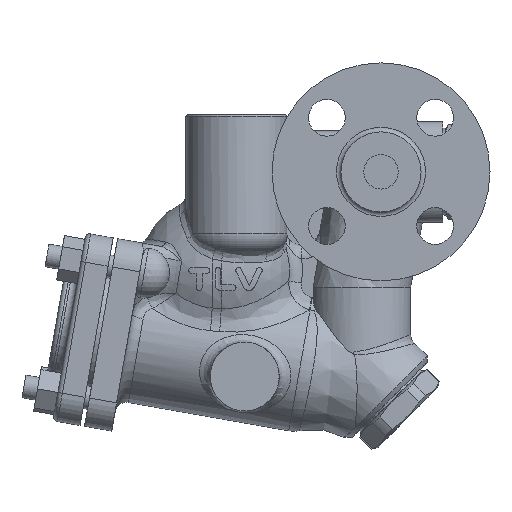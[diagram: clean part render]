
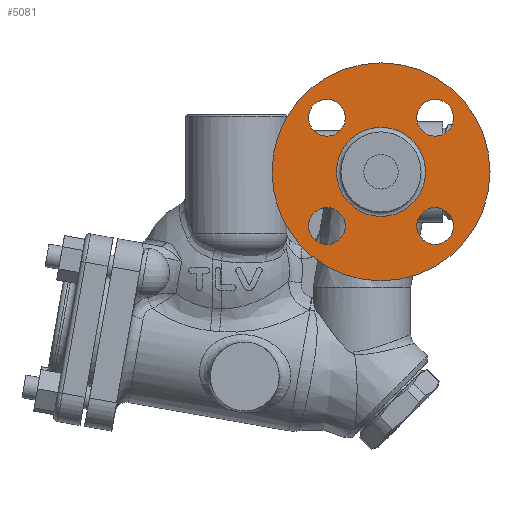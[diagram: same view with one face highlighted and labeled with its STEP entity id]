
A CAD part, front view. The second image highlights one B-rep face of the part: STEP entity #5081.
In plain terms, the highlighted planar face has unit normal (0, -1, 0).
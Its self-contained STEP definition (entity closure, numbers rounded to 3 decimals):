
#221=FACE_BOUND('',#1498,.T.);
#222=FACE_BOUND('',#1499,.T.);
#223=FACE_BOUND('',#1500,.T.);
#224=FACE_BOUND('',#1501,.T.);
#225=FACE_BOUND('',#1502,.T.);
#754=CIRCLE('',#5610,47.5);
#757=CIRCLE('',#5616,8.);
#758=CIRCLE('',#5618,8.);
#759=CIRCLE('',#5620,8.);
#760=CIRCLE('',#5622,8.);
#762=CIRCLE('',#5626,19.41);
#1087=FACE_OUTER_BOUND('',#1497,.T.);
#1497=EDGE_LOOP('',(#4628));
#1498=EDGE_LOOP('',(#4629));
#1499=EDGE_LOOP('',(#4630));
#1500=EDGE_LOOP('',(#4631));
#1501=EDGE_LOOP('',(#4632));
#1502=EDGE_LOOP('',(#4633));
#2483=VERTEX_POINT('',#11643);
#2486=VERTEX_POINT('',#11652);
#2487=VERTEX_POINT('',#11655);
#2488=VERTEX_POINT('',#11658);
#2489=VERTEX_POINT('',#11661);
#2491=VERTEX_POINT('',#11667);
#3200=EDGE_CURVE('',#2483,#2483,#754,.T.);
#3203=EDGE_CURVE('',#2486,#2486,#757,.T.);
#3204=EDGE_CURVE('',#2487,#2487,#758,.T.);
#3205=EDGE_CURVE('',#2488,#2488,#759,.T.);
#3206=EDGE_CURVE('',#2489,#2489,#760,.T.);
#3208=EDGE_CURVE('',#2491,#2491,#762,.T.);
#4628=ORIENTED_EDGE('',*,*,#3200,.F.);
#4629=ORIENTED_EDGE('',*,*,#3206,.T.);
#4630=ORIENTED_EDGE('',*,*,#3205,.T.);
#4631=ORIENTED_EDGE('',*,*,#3204,.T.);
#4632=ORIENTED_EDGE('',*,*,#3203,.T.);
#4633=ORIENTED_EDGE('',*,*,#3208,.F.);
#4769=PLANE('',#5625);
#5081=ADVANCED_FACE('',(#1087,#221,#222,#223,#224,#225),#4769,.T.);
#5610=AXIS2_PLACEMENT_3D('',#11644,#6918,#6919);
#5616=AXIS2_PLACEMENT_3D('',#11653,#6930,#6931);
#5618=AXIS2_PLACEMENT_3D('',#11656,#6934,#6935);
#5620=AXIS2_PLACEMENT_3D('',#11659,#6938,#6939);
#5622=AXIS2_PLACEMENT_3D('',#11662,#6942,#6943);
#5625=AXIS2_PLACEMENT_3D('',#11666,#6948,#6949);
#5626=AXIS2_PLACEMENT_3D('',#11668,#6950,#6951);
#6918=DIRECTION('center_axis',(0.,1.,0.));
#6919=DIRECTION('ref_axis',(1.,0.,0.));
#6930=DIRECTION('center_axis',(0.,1.,0.));
#6931=DIRECTION('ref_axis',(0.,0.,
1.));
#6934=DIRECTION('center_axis',(0.,1.,0.));
#6935=DIRECTION('ref_axis',(-1.,0.,0.));
#6938=DIRECTION('center_axis',(0.,1.,0.));
#6939=DIRECTION('ref_axis',(0.,0.,-1.));
#6942=DIRECTION('center_axis',(0.,1.,0.));
#6943=DIRECTION('ref_axis',(1.,0.,0.));
#6948=DIRECTION('center_axis',(0.,-1.,0.));
#6949=DIRECTION('ref_axis',(0.,0.,-1.));
#6950=DIRECTION('center_axis',(0.,-1.,0.));
#6951=DIRECTION('ref_axis',(0.,0.,1.));
#11643=CARTESIAN_POINT('',(122.,-91.4,117.5));
#11644=CARTESIAN_POINT('Origin',(122.,-91.4,70.));
#11652=CARTESIAN_POINT('',(98.418,-91.4,101.582));
#11653=CARTESIAN_POINT('Origin',(98.418,-91.4,93.582));
#11655=CARTESIAN_POINT('',(90.418,-91.4,46.418));
#11656=CARTESIAN_POINT('Origin',(98.418,-91.4,46.418));
#11658=CARTESIAN_POINT('',(145.582,-91.4,38.418));
#11659=CARTESIAN_POINT('Origin',(145.582,-91.4,46.418));
#11661=CARTESIAN_POINT('',(153.582,-91.4,93.582));
#11662=CARTESIAN_POINT('Origin',(145.582,-91.4,93.582));
#11666=CARTESIAN_POINT('Origin',(122.,-91.4,117.5));
#11667=CARTESIAN_POINT('',(122.,-91.4,50.59));
#11668=CARTESIAN_POINT('Origin',(122.,-91.4,70.));
